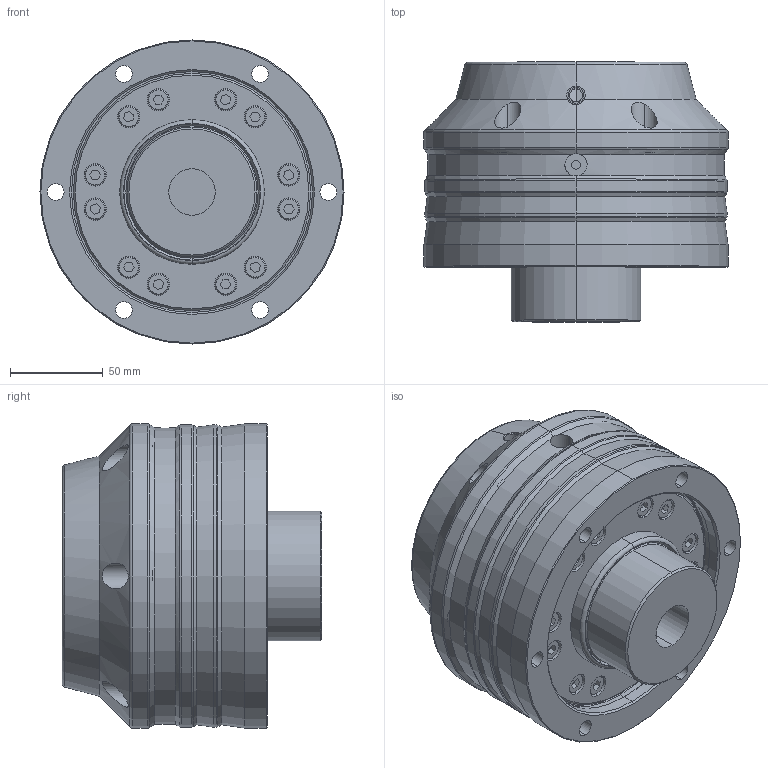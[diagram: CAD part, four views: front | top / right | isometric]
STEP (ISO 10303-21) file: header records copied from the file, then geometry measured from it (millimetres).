
FILE_DESCRIPTION (( 'STEP AP214' ), '1' );
FILE_NAME ('JPCA-65.STEP', '2020-06-23T05:54:52', ( 'Microsoft' ), ( 'Microsoft' ), 'SwSTEP 2.0', 'SolidWorks 2016', '' );
FILE_SCHEMA (( 'AUTOMOTIVE_DESIGN' ));
Length unit declared in the file: millimetre
Products named in the file (1): JPCA-65
Bounding box: 164 x 140.07 x 164 mm (x, y, z)
Volume: 1654647.2 mm3; surface area: 167660.2 mm2
Topology: 1 solids, 1 shells, 376 faces, 824 edges, 511 vertices
Faces by surface type: plane 138, cylinder 130, cone 84, torus 24
Entity records: 12112 total; most frequent: CARTESIAN_POINT 2474, DIRECTION 1912, ORIENTED_EDGE 1648, EDGE_CURVE 824, AXIS2_PLACEMENT_3D 741, VERTEX_POINT 511, EDGE_LOOP 451, VECTOR 430
